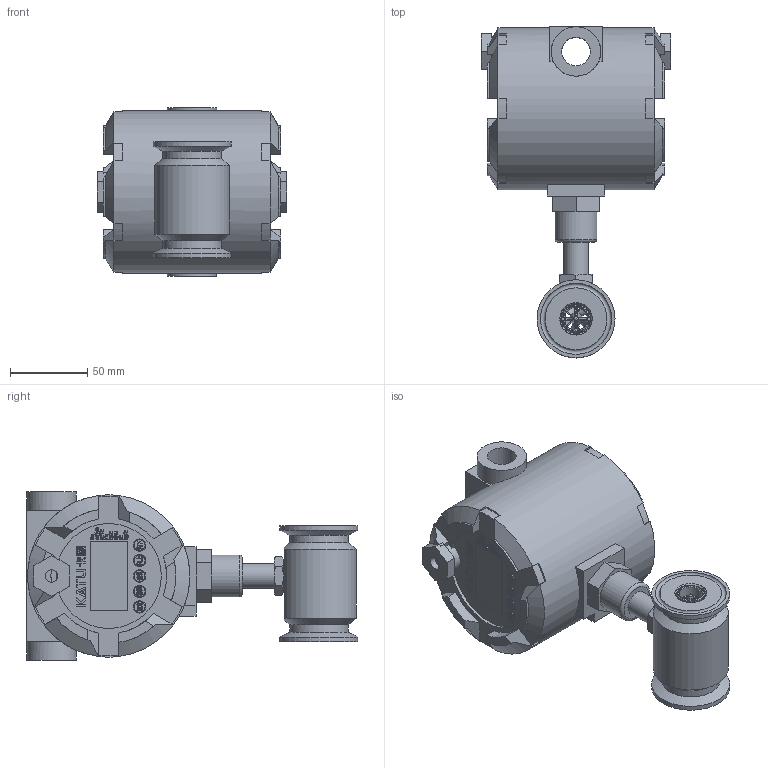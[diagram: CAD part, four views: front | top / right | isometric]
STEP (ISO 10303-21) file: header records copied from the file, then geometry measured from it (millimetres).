
FILE_DESCRIPTION(/* description */ (''),/* implementation_level */ '2;1');
FILE_NAME(/* name */ 'FM110-DN15 卡盘式涡轮本体.stp',/* time_stamp */ '2024-03-05T16:41:29+08:00',/* author */ (''),/* organization */ (''),/* preprocessor_version */ 'ST-DEVELOPER v16.7',/* originating_system */ 'SIEMENS PLM Software NX 12.0',/* authorisation */ '');
FILE_SCHEMA (('AUTOMOTIVE_DESIGN { 1 0 10303 214 3 1 1 1 }'));
Length unit declared in the file: millimetre
Products named in the file (1): Mayn46206CD5uly3
Bounding box: 122.4 x 214.75 x 109 mm (x, y, z)
Volume: 1060425.5 mm3; surface area: 108733.8 mm2
Topology: 12 solids, 12 shells, 1569 faces, 4258 edges, 2820 vertices
Faces by surface type: plane 803, extrusion 504, cylinder 138, cone 57, bspline 51, torus 16
Full cylindrical faces by diameter (mm): 2 x4, 3.3 x1, 7 x2, 8 x4, 15 x4, 16 x1, 17 x1, 18.5 x1, 20 x2, 22 x2, 27 x1, 32 x2, 38 x2, 50.5 x2, 68 x1, 105 x1
Entity records: 61738 total; most frequent: CARTESIAN_POINT 24977, ORIENTED_EDGE 8324, DIRECTION 5735, EDGE_CURVE 4162, VECTOR 2943, VERTEX_POINT 2786, LINE 2439, B_SPLINE_CURVE_WITH_KNOTS 1844
